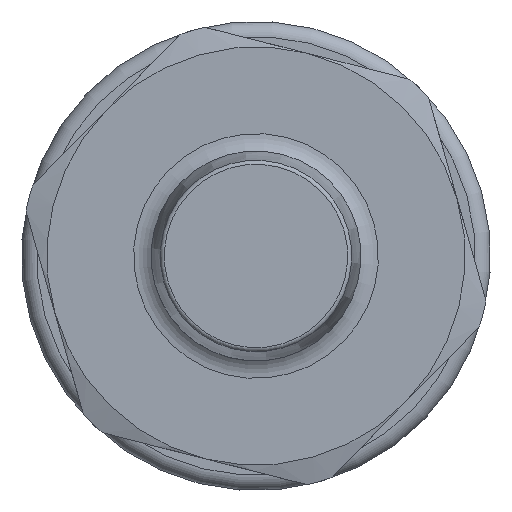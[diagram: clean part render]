
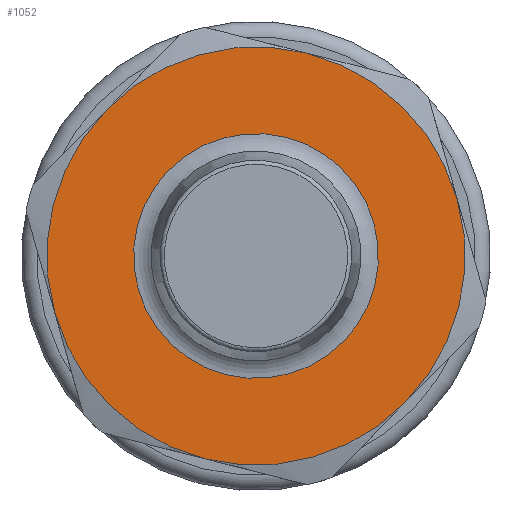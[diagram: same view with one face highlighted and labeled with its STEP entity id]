
A CAD part, left-side view. The second image highlights one B-rep face of the part: STEP entity #1052.
In plain terms, the highlighted planar face has unit normal (-1, 0, 0).
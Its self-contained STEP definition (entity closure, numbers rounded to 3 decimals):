
#408=CARTESIAN_POINT('',(-30.0,-19.728,5.573));
#409=VERTEX_POINT('',#408);
#477=CARTESIAN_POINT('',(-30.0,-14.691,-14.298));
#478=VERTEX_POINT('',#477);
#546=CARTESIAN_POINT('',(-30.0,5.037,-19.872));
#547=VERTEX_POINT('',#546);
#615=CARTESIAN_POINT('',(-30.0,19.728,-5.573));
#616=VERTEX_POINT('',#615);
#684=CARTESIAN_POINT('',(-30.0,14.691,14.298));
#685=VERTEX_POINT('',#684);
#729=CARTESIAN_POINT('',(-30.0,-5.037,19.872));
#730=VERTEX_POINT('',#729);
#731=CARTESIAN_POINT('',(-30.0,0.0,0.0));
#732=DIRECTION('',(-1.0,0.0,0.0));
#733=DIRECTION('',(0.0,0.246,-0.969));
#734=AXIS2_PLACEMENT_3D('',#731,#732,#733);
#735=CIRCLE('',#734,20.5);
#736=EDGE_CURVE('',#730,#685,#735,.T.);
#769=CARTESIAN_POINT('',(-30.0,0.0,0.0));
#770=DIRECTION('',(-1.0,0.0,0.0));
#771=DIRECTION('',(0.0,0.246,-0.969));
#772=AXIS2_PLACEMENT_3D('',#769,#770,#771);
#773=CIRCLE('',#772,20.5);
#774=EDGE_CURVE('',#685,#616,#773,.T.);
#793=CARTESIAN_POINT('',(-30.0,0.0,0.0));
#794=DIRECTION('',(-1.0,0.0,0.0));
#795=DIRECTION('',(0.0,0.246,-0.969));
#796=AXIS2_PLACEMENT_3D('',#793,#794,#795);
#797=CIRCLE('',#796,20.5);
#798=EDGE_CURVE('',#616,#547,#797,.T.);
#817=CARTESIAN_POINT('',(-30.0,0.0,0.0));
#818=DIRECTION('',(-1.0,0.0,0.0));
#819=DIRECTION('',(0.0,0.246,-0.969));
#820=AXIS2_PLACEMENT_3D('',#817,#818,#819);
#821=CIRCLE('',#820,20.5);
#822=EDGE_CURVE('',#547,#478,#821,.T.);
#863=CARTESIAN_POINT('',(-30.0,0.0,0.0));
#864=DIRECTION('',(-1.0,0.0,0.0));
#865=DIRECTION('',(0.0,0.246,-0.969));
#866=AXIS2_PLACEMENT_3D('',#863,#864,#865);
#867=CIRCLE('',#866,20.5);
#868=EDGE_CURVE('',#409,#730,#867,.T.);
#1007=CARTESIAN_POINT('',(-30.,2.949,-11.632));
#1008=VERTEX_POINT('',#1007);
#1009=CARTESIAN_POINT('',(-30.,0.0,0.0));
#1010=DIRECTION('',(-1.0,0.0,0.0));
#1011=DIRECTION('',(0.0,-0.246,0.969));
#1012=AXIS2_PLACEMENT_3D('',#1009,#1010,#1011);
#1013=CIRCLE('',#1012,12.0);
#1014=EDGE_CURVE('',#1008,#1008,#1013,.T.);
#1030=CARTESIAN_POINT('',(-30.,3.686,-14.54));
#1031=DIRECTION('',(-1.0,0.0,0.0));
#1032=DIRECTION('',(0.0,-0.969,-0.246));
#1033=AXIS2_PLACEMENT_3D('',#1030,#1031,#1032);
#1034=PLANE('',#1033);
#1035=ORIENTED_EDGE('',*,*,#736,.T.);
#1036=ORIENTED_EDGE('',*,*,#774,.T.);
#1037=ORIENTED_EDGE('',*,*,#798,.T.);
#1038=ORIENTED_EDGE('',*,*,#822,.T.);
#1039=CARTESIAN_POINT('',(-30.0,0.0,0.0));
#1040=DIRECTION('',(-1.0,0.0,0.0));
#1041=DIRECTION('',(0.0,0.246,-0.969));
#1042=AXIS2_PLACEMENT_3D('',#1039,#1040,#1041);
#1043=CIRCLE('',#1042,20.5);
#1044=EDGE_CURVE('',#478,#409,#1043,.T.);
#1045=ORIENTED_EDGE('',*,*,#1044,.T.);
#1046=ORIENTED_EDGE('',*,*,#868,.T.);
#1047=EDGE_LOOP('',(#1035,#1036,#1037,#1038,#1045,#1046));
#1048=FACE_OUTER_BOUND('',#1047,.T.);
#1049=ORIENTED_EDGE('',*,*,#1014,.F.);
#1050=EDGE_LOOP('',(#1049));
#1051=FACE_BOUND('',#1050,.T.);
#1052=ADVANCED_FACE('',(#1048,#1051),#1034,.T.);
